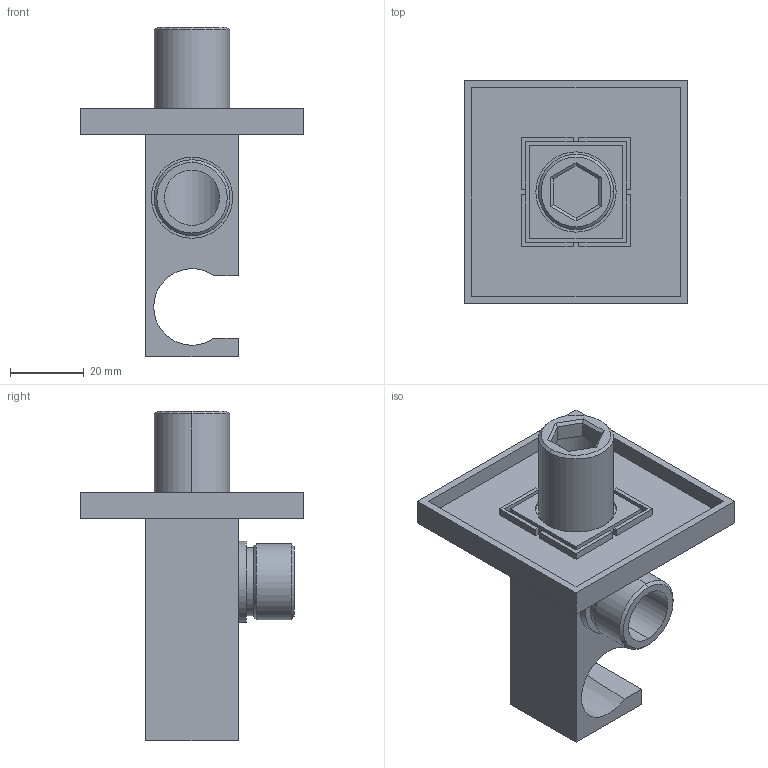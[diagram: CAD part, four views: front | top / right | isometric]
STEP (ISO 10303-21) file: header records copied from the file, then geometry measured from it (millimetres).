
FILE_DESCRIPTION (( 'STEP AP203' ), '1' );
FILE_NAME ('99-300152.STEP', '2025-07-08T06:24:46', ( '' ), ( '' ), 'SwSTEP 2.0', 'SolidWorks 2021', '' );
FILE_SCHEMA (( 'CONFIG_CONTROL_DESIGN' ));
Length unit declared in the file: millimetre
Products named in the file (3): CV0282_CRCV0282; FX0429_PUFX0429; 99-300152
Assembly tree (2 placements, depth 2):
  99-300152
    FX0429_PUFX0429
    CV0282_CRCV0282
Bounding box: 60.7 x 60.7 x 89.5 mm (x, y, z)
Volume: 36290.5 mm3; surface area: 24473.1 mm2
Topology: 2 solids, 3 shells, 105 faces, 254 edges, 164 vertices
Faces by surface type: plane 71, cylinder 24, cone 10
Entity records: 3353 total; most frequent: CARTESIAN_POINT 555, DIRECTION 518, ORIENTED_EDGE 508, EDGE_CURVE 254, VECTOR 192, LINE 192, VERTEX_POINT 164, AXIS2_PLACEMENT_3D 163
